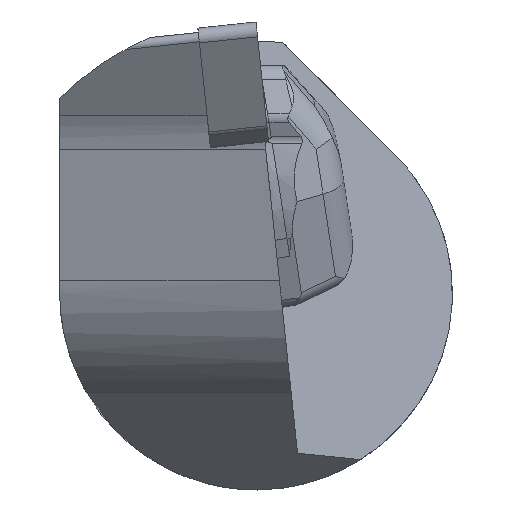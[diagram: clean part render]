
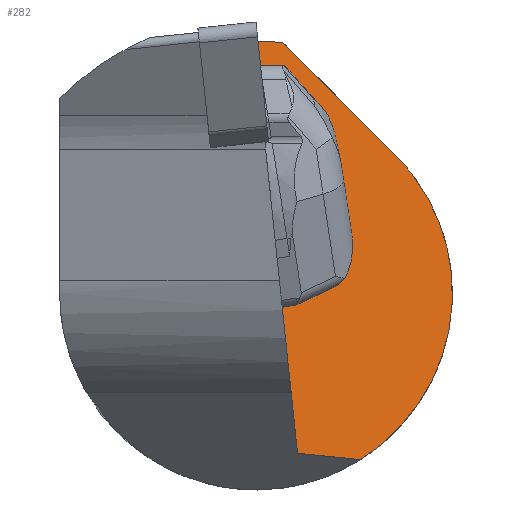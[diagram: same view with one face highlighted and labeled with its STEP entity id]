
A CAD part, top view. The second image highlights one B-rep face of the part: STEP entity #282.
In plain terms, the highlighted planar face has unit normal (0.173, 0.018, 0.985).
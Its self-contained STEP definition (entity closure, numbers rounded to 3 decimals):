
#201=ELLIPSE('',#2030,16.247,16.);
#282=ADVANCED_FACE('',(#442),#376,.T.);
#376=PLANE('',#2074);
#442=FACE_OUTER_BOUND('',#546,.T.);
#546=EDGE_LOOP('',(#810,#811,#812,#813,#814));
#810=ORIENTED_EDGE('',*,*,#1435,.T.);
#811=ORIENTED_EDGE('',*,*,#1404,.T.);
#812=ORIENTED_EDGE('',*,*,#1447,.T.);
#813=ORIENTED_EDGE('',*,*,#1456,.T.);
#814=ORIENTED_EDGE('',*,*,#1450,.T.);
#1215=VERTEX_POINT('',#2808);
#1216=VERTEX_POINT('',#2810);
#1243=VERTEX_POINT('',#2942);
#1252=VERTEX_POINT('',#2966);
#1254=VERTEX_POINT('',#2972);
#1404=EDGE_CURVE('',#1216,#1215,#1687,.T.);
#1435=EDGE_CURVE('',#1243,#1216,#1702,.T.);
#1447=EDGE_CURVE('',#1215,#1252,#1711,.T.);
#1450=EDGE_CURVE('',#1254,#1243,#1713,.T.);
#1456=EDGE_CURVE('',#1252,#1254,#201,.T.);
#1687=LINE('',#2809,#1845);
#1702=LINE('',#2941,#1861);
#1711=LINE('',#2965,#1870);
#1713=LINE('',#2971,#1872);
#1845=VECTOR('',#2232,1.);
#1861=VECTOR('',#2268,1.);
#1870=VECTOR('',#2289,1.);
#1872=VECTOR('',#2295,1.);
#2030=AXIS2_PLACEMENT_3D('',#2983,#2303,#2304);
#2074=AXIS2_PLACEMENT_3D('',#3109,#2411,#2412);
#2232=DIRECTION('',(0.105,-0.995,0.));
#2268=DIRECTION('',(-0.985,0.009,0.173));
#2289=DIRECTION('',(0.981,-0.098,-0.17));
#2295=DIRECTION('',(-0.703,0.703,0.11));
#2303=DIRECTION('',(0.173,0.018,0.985));
#2304=DIRECTION('',(0.979,0.103,-0.174));
#2411=DIRECTION('',(0.173,0.018,0.985));
#2412=DIRECTION('',(0.985,0.,-0.173));
#2808=CARTESIAN_POINT('',(3.38,-13.032,13.981));
#2809=CARTESIAN_POINT('',(0.779,11.72,13.981));
#2810=CARTESIAN_POINT('',(-0.142,20.484,13.981));
#2941=CARTESIAN_POINT('',(14.288,20.351,11.453));
#2942=CARTESIAN_POINT('',(2.165,20.463,13.577));
#2965=CARTESIAN_POINT('',(14.577,-14.153,12.038));
#2966=CARTESIAN_POINT('',(8.515,-13.546,13.09));
#2971=CARTESIAN_POINT('',(8.999,13.628,12.504));
#2972=CARTESIAN_POINT('',(11.314,11.314,12.141));
#2983=CARTESIAN_POINT('',(0.,0.,14.334));
#3109=CARTESIAN_POINT('',(17.733,23.408,10.793));
